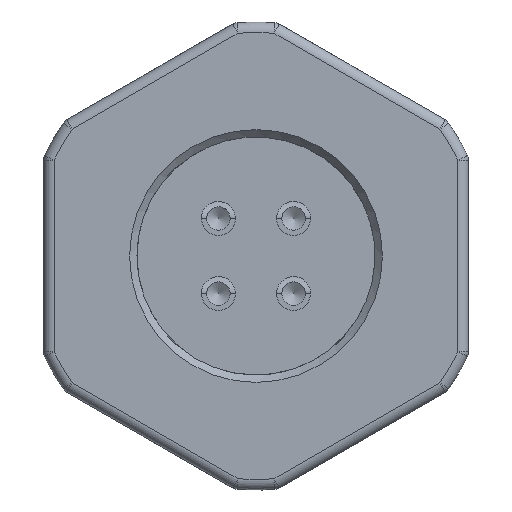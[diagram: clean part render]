
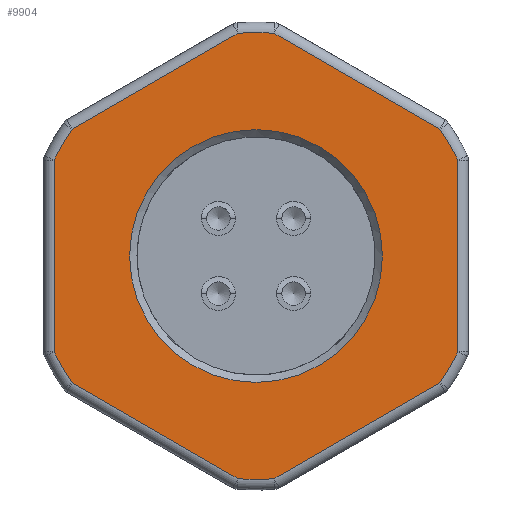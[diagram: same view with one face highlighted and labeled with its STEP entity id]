
A CAD part, left-side view. The second image highlights one B-rep face of the part: STEP entity #9904.
In plain terms, the highlighted face is planar.
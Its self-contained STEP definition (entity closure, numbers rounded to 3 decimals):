
#291=PLANE('',#10719);
#960=LINE('',#18269,#1857);
#968=LINE('',#18304,#1865);
#974=LINE('',#18326,#1871);
#987=LINE('',#18413,#1884);
#993=LINE('',#18441,#1890);
#998=LINE('',#18467,#1895);
#1857=VECTOR('',#12000,1000.);
#1865=VECTOR('',#12048,1000.);
#1871=VECTOR('',#12082,1000.);
#1884=VECTOR('',#12203,1000.);
#1890=VECTOR('',#12241,1000.);
#1895=VECTOR('',#12278,1000.);
#3799=ORIENTED_EDGE('',*,*,#5703,.F.);
#3800=ORIENTED_EDGE('',*,*,#6050,.F.);
#3801=ORIENTED_EDGE('',*,*,#6043,.T.);
#3802=ORIENTED_EDGE('',*,*,#6036,.F.);
#3803=ORIENTED_EDGE('',*,*,#6029,.F.);
#3804=ORIENTED_EDGE('',*,*,#6022,.F.);
#3805=ORIENTED_EDGE('',*,*,#5955,.F.);
#3806=ORIENTED_EDGE('',*,*,#5941,.F.);
#3807=ORIENTED_EDGE('',*,*,#5973,.T.);
#3808=ORIENTED_EDGE('',*,*,#5933,.F.);
#3809=ORIENTED_EDGE('',*,*,#5985,.F.);
#3810=ORIENTED_EDGE('',*,*,#5922,.F.);
#3811=ORIENTED_EDGE('',*,*,#6056,.F.);
#5703=EDGE_CURVE('',#7061,#7061,#7930,.T.);
#5922=EDGE_CURVE('',#7206,#7213,#7948,.T.);
#5933=EDGE_CURVE('',#7221,#7222,#7957,.T.);
#5941=EDGE_CURVE('',#7228,#7226,#7965,.T.);
#5955=EDGE_CURVE('',#7226,#7237,#960,.T.);
#5973=EDGE_CURVE('',#7228,#7222,#968,.T.);
#5985=EDGE_CURVE('',#7213,#7221,#974,.T.);
#6022=EDGE_CURVE('',#7237,#7264,#8018,.T.);
#6029=EDGE_CURVE('',#7264,#7267,#987,.T.);
#6036=EDGE_CURVE('',#7267,#7270,#8026,.T.);
#6043=EDGE_CURVE('',#7273,#7270,#993,.T.);
#6050=EDGE_CURVE('',#7273,#7276,#8034,.T.);
#6056=EDGE_CURVE('',#7276,#7206,#998,.T.);
#7061=VERTEX_POINT('',#14406);
#7206=VERTEX_POINT('',#18181);
#7213=VERTEX_POINT('',#18200);
#7221=VERTEX_POINT('',#18222);
#7222=VERTEX_POINT('',#18224);
#7226=VERTEX_POINT('',#18235);
#7228=VERTEX_POINT('',#18239);
#7237=VERTEX_POINT('',#18266);
#7264=VERTEX_POINT('',#18400);
#7267=VERTEX_POINT('',#18414);
#7270=VERTEX_POINT('',#18428);
#7273=VERTEX_POINT('',#18442);
#7276=VERTEX_POINT('',#18456);
#7930=CIRCLE('',#10514,5.95);
#7948=CIRCLE('',#10560,10.5);
#7957=CIRCLE('',#10573,10.5);
#7965=CIRCLE('',#10583,10.5);
#8018=CIRCLE('',#10679,10.5);
#8026=CIRCLE('',#10695,10.5);
#8034=CIRCLE('',#10711,10.5);
#8476=EDGE_LOOP('',(#3799));
#8477=EDGE_LOOP('',(#3800,#3801,#3802,#3803,#3804,#3805,#3806,#3807,#3808,
#3809,#3810,#3811));
#9155=FACE_BOUND('',#8476,.T.);
#9156=FACE_BOUND('',#8477,.T.);
#9904=ADVANCED_FACE('',(#9155,#9156),#291,.F.);
#10514=AXIS2_PLACEMENT_3D('',#14405,#11788,#11789);
#10560=AXIS2_PLACEMENT_3D('',#18199,#11916,#11917);
#10573=AXIS2_PLACEMENT_3D('',#18223,#11944,#11945);
#10583=AXIS2_PLACEMENT_3D('',#18240,#11964,#11965);
#10679=AXIS2_PLACEMENT_3D('',#18399,#12184,#12185);
#10695=AXIS2_PLACEMENT_3D('',#18427,#12222,#12223);
#10711=AXIS2_PLACEMENT_3D('',#18455,#12260,#12261);
#10719=AXIS2_PLACEMENT_3D('',#18468,#12279,#12280);
#11788=DIRECTION('',(0.,0.,-1.));
#11789=DIRECTION('',(1.,0.,0.));
#11916=DIRECTION('',(0.,0.,1.));
#11917=DIRECTION('',(-0.997,0.081,0.));
#11944=DIRECTION('',(0.,0.,1.));
#11945=DIRECTION('',(-0.568,-0.823,0.));
#11964=DIRECTION('',(0.,0.,1.));
#11965=DIRECTION('',(0.429,-0.904,0.));
#12000=DIRECTION('',(0.5,0.866,0.));
#12048=DIRECTION('',(-1.,0.,0.));
#12082=DIRECTION('',(0.5,-0.866,0.));
#12184=DIRECTION('',(0.,0.,1.));
#12185=DIRECTION('',(0.997,-0.081,0.));
#12203=DIRECTION('',(-0.5,0.866,0.));
#12222=DIRECTION('',(0.,0.,1.));
#12223=DIRECTION('',(0.568,0.823,0.));
#12241=DIRECTION('',(1.,0.,0.));
#12260=DIRECTION('',(0.,0.,1.));
#12261=DIRECTION('',(-0.429,0.904,0.));
#12278=DIRECTION('',(-0.5,-0.866,0.));
#12279=DIRECTION('',(0.,0.,1.));
#12280=DIRECTION('',(0.,1.,0.));
#14405=CARTESIAN_POINT('',(0.,0.,-5.));
#14406=CARTESIAN_POINT('',(5.95,0.,-5.));
#18181=CARTESIAN_POINT('',(-10.481,0.846,-5.));
#18199=CARTESIAN_POINT('',(-0.015,0.,-5.));
#18200=CARTESIAN_POINT('',(-10.481,-0.846,-5.));
#18222=CARTESIAN_POINT('',(-5.973,-8.654,-5.));
#18223=CARTESIAN_POINT('',(-0.008,-0.013,-5.));
#18224=CARTESIAN_POINT('',(-4.508,-9.5,-5.));
#18235=CARTESIAN_POINT('',(5.973,-8.654,-5.));
#18239=CARTESIAN_POINT('',(4.508,-9.5,-5.));
#18240=CARTESIAN_POINT('',(0.008,-0.013,-5.));
#18266=CARTESIAN_POINT('',(10.481,-0.846,-5.));
#18269=CARTESIAN_POINT('',(5.973,-8.654,-5.));
#18304=CARTESIAN_POINT('',(4.508,-9.5,-5.));
#18326=CARTESIAN_POINT('',(-10.481,-0.846,-5.));
#18399=CARTESIAN_POINT('',(0.015,0.,-5.));
#18400=CARTESIAN_POINT('',(10.481,0.846,-5.));
#18413=CARTESIAN_POINT('',(10.481,0.846,-5.));
#18414=CARTESIAN_POINT('',(5.973,8.654,-5.));
#18427=CARTESIAN_POINT('',(0.008,0.013,-5.));
#18428=CARTESIAN_POINT('',(4.508,9.5,-5.));
#18441=CARTESIAN_POINT('',(-4.508,9.5,-5.));
#18442=CARTESIAN_POINT('',(-4.508,9.5,-5.));
#18455=CARTESIAN_POINT('',(-0.008,0.013,-5.));
#18456=CARTESIAN_POINT('',(-5.973,8.654,-5.));
#18467=CARTESIAN_POINT('',(-5.973,8.654,-5.));
#18468=CARTESIAN_POINT('',(0.,0.,-5.));
